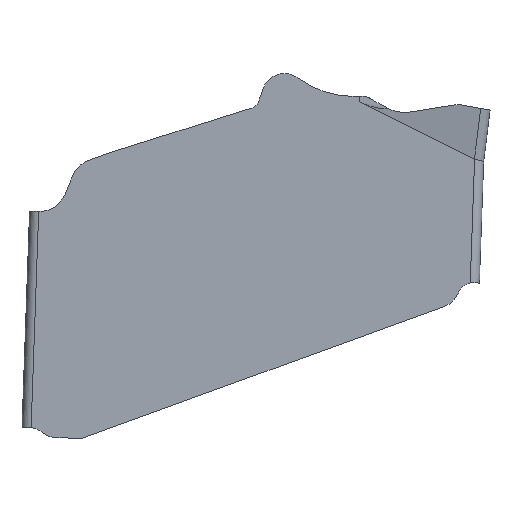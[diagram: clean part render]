
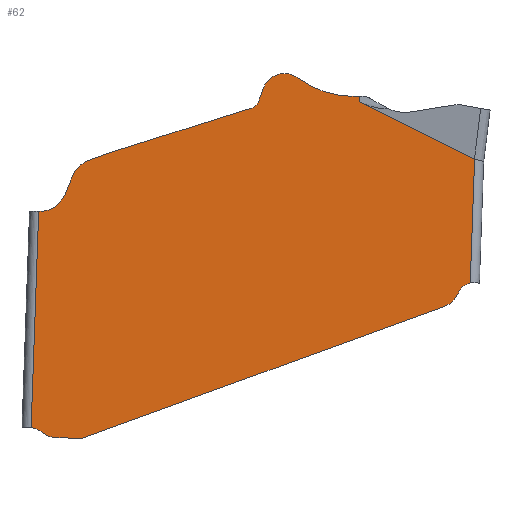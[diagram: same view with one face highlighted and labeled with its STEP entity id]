
A CAD part, left-side view. The second image highlights one B-rep face of the part: STEP entity #62.
In plain terms, the highlighted planar face has unit normal (-1, 0, 0).
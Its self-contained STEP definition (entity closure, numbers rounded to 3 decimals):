
#62=ADVANCED_FACE('',(#125),#101,.T.);
#101=PLANE('',#1145);
#125=FACE_OUTER_BOUND('',#167,.T.);
#167=EDGE_LOOP('',(#237,#238,#239,#240,#241,#242,#243,#244,#245,#246,#247,
#248,#249,#250,#251,#252,#253,#254,#255,#256,#257,#258,#259));
#237=ORIENTED_EDGE('',*,*,#546,.F.);
#238=ORIENTED_EDGE('',*,*,#547,.T.);
#239=ORIENTED_EDGE('',*,*,#548,.T.);
#240=ORIENTED_EDGE('',*,*,#549,.F.);
#241=ORIENTED_EDGE('',*,*,#550,.T.);
#242=ORIENTED_EDGE('',*,*,#551,.T.);
#243=ORIENTED_EDGE('',*,*,#552,.F.);
#244=ORIENTED_EDGE('',*,*,#553,.T.);
#245=ORIENTED_EDGE('',*,*,#554,.F.);
#246=ORIENTED_EDGE('',*,*,#555,.F.);
#247=ORIENTED_EDGE('',*,*,#538,.T.);
#248=ORIENTED_EDGE('',*,*,#545,.T.);
#249=ORIENTED_EDGE('',*,*,#556,.F.);
#250=ORIENTED_EDGE('',*,*,#557,.F.);
#251=ORIENTED_EDGE('',*,*,#558,.T.);
#252=ORIENTED_EDGE('',*,*,#559,.T.);
#253=ORIENTED_EDGE('',*,*,#560,.F.);
#254=ORIENTED_EDGE('',*,*,#561,.T.);
#255=ORIENTED_EDGE('',*,*,#562,.T.);
#256=ORIENTED_EDGE('',*,*,#563,.T.);
#257=ORIENTED_EDGE('',*,*,#564,.T.);
#258=ORIENTED_EDGE('',*,*,#565,.T.);
#259=ORIENTED_EDGE('',*,*,#566,.T.);
#457=VERTEX_POINT('',#1620);
#458=VERTEX_POINT('',#1621);
#462=VERTEX_POINT('',#1638);
#463=VERTEX_POINT('',#1642);
#464=VERTEX_POINT('',#1643);
#465=VERTEX_POINT('',#1645);
#466=VERTEX_POINT('',#1647);
#467=VERTEX_POINT('',#1649);
#468=VERTEX_POINT('',#1651);
#469=VERTEX_POINT('',#1653);
#470=VERTEX_POINT('',#1655);
#471=VERTEX_POINT('',#1661);
#472=VERTEX_POINT('',#1663);
#473=VERTEX_POINT('',#1666);
#474=VERTEX_POINT('',#1668);
#475=VERTEX_POINT('',#1670);
#476=VERTEX_POINT('',#1672);
#477=VERTEX_POINT('',#1674);
#478=VERTEX_POINT('',#1676);
#479=VERTEX_POINT('',#1678);
#480=VERTEX_POINT('',#1680);
#481=VERTEX_POINT('',#1682);
#482=VERTEX_POINT('',#1684);
#538=EDGE_CURVE('',#457,#458,#861,.T.);
#545=EDGE_CURVE('',#458,#462,#692,.T.);
#546=EDGE_CURVE('',#463,#464,#693,.T.);
#547=EDGE_CURVE('',#463,#465,#865,.T.);
#548=EDGE_CURVE('',#465,#466,#866,.T.);
#549=EDGE_CURVE('',#467,#466,#694,.T.);
#550=EDGE_CURVE('',#467,#468,#867,.T.);
#551=EDGE_CURVE('',#468,#469,#695,.T.);
#552=EDGE_CURVE('',#470,#469,#868,.T.);
#553=EDGE_CURVE('',#470,#471,#661,.T.);
#554=EDGE_CURVE('',#472,#471,#869,.T.);
#555=EDGE_CURVE('',#457,#472,#870,.T.);
#556=EDGE_CURVE('',#473,#462,#696,.T.);
#557=EDGE_CURVE('',#474,#473,#871,.T.);
#558=EDGE_CURVE('',#474,#475,#697,.T.);
#559=EDGE_CURVE('',#475,#476,#872,.T.);
#560=EDGE_CURVE('',#477,#476,#698,.T.);
#561=EDGE_CURVE('',#477,#478,#873,.T.);
#562=EDGE_CURVE('',#478,#479,#699,.T.);
#563=EDGE_CURVE('',#479,#480,#874,.T.);
#564=EDGE_CURVE('',#480,#481,#700,.T.);
#565=EDGE_CURVE('',#481,#482,#875,.T.);
#566=EDGE_CURVE('',#482,#464,#701,.T.);
#661=B_SPLINE_CURVE_WITH_KNOTS('',3,(#1656,#1657,#1658,#1659,#1660),
 .UNSPECIFIED.,.F.,.F.,(4,1,4),(0.,0.5,1.),.UNSPECIFIED.);
#692=CIRCLE('',#1134,2.);
#693=CIRCLE('',#1136,0.5);
#694=CIRCLE('',#1137,0.5);
#695=CIRCLE('',#1138,0.3);
#696=CIRCLE('',#1139,0.495);
#697=CIRCLE('',#1140,0.25);
#698=CIRCLE('',#1141,0.5);
#699=CIRCLE('',#1142,0.6);
#700=CIRCLE('',#1143,0.6);
#701=CIRCLE('',#1144,0.5);
#861=LINE('',#1619,#943);
#865=LINE('',#1644,#947);
#866=LINE('',#1646,#948);
#867=LINE('',#1650,#949);
#868=LINE('',#1654,#950);
#869=LINE('',#1662,#951);
#870=LINE('',#1664,#952);
#871=LINE('',#1667,#953);
#872=LINE('',#1671,#954);
#873=LINE('',#1675,#955);
#874=LINE('',#1679,#956);
#875=LINE('',#1683,#957);
#943=VECTOR('',#1268,1.);
#947=VECTOR('',#1282,1.);
#948=VECTOR('',#1283,1.);
#949=VECTOR('',#1286,1.);
#950=VECTOR('',#1289,1.);
#951=VECTOR('',#1290,1.);
#952=VECTOR('',#1291,1.);
#953=VECTOR('',#1294,1.);
#954=VECTOR('',#1297,1.);
#955=VECTOR('',#1300,1.);
#956=VECTOR('',#1303,1.);
#957=VECTOR('',#1306,1.);
#1134=AXIS2_PLACEMENT_3D('',#1639,#1276,#1277);
#1136=AXIS2_PLACEMENT_3D('',#1641,#1280,#1281);
#1137=AXIS2_PLACEMENT_3D('',#1648,#1284,#1285);
#1138=AXIS2_PLACEMENT_3D('',#1652,#1287,#1288);
#1139=AXIS2_PLACEMENT_3D('',#1665,#1292,#1293);
#1140=AXIS2_PLACEMENT_3D('',#1669,#1295,#1296);
#1141=AXIS2_PLACEMENT_3D('',#1673,#1298,#1299);
#1142=AXIS2_PLACEMENT_3D('',#1677,#1301,#1302);
#1143=AXIS2_PLACEMENT_3D('',#1681,#1304,#1305);
#1144=AXIS2_PLACEMENT_3D('',#1685,#1307,#1308);
#1145=AXIS2_PLACEMENT_3D('',#1686,#1309,#1310);
#1268=DIRECTION('',(0.,1.,0.));
#1276=DIRECTION('',(1.,0.,0.));
#1277=DIRECTION('',(0.,0.,-1.));
#1280=DIRECTION('',(1.,0.,0.));
#1281=DIRECTION('',(0.,0.035,-0.999));
#1282=DIRECTION('',(0.,-0.999,-0.035));
#1283=DIRECTION('',(0.,-0.94,0.342));
#1284=DIRECTION('',(1.,0.,0.));
#1285=DIRECTION('',(0.,-0.866,-0.5));
#1286=DIRECTION('',(0.,-0.5,0.866));
#1287=DIRECTION('',(1.,0.,0.));
#1288=DIRECTION('',(0.,0.866,0.5));
#1289=DIRECTION('',(0.,0.035,-0.999));
#1290=DIRECTION('',(0.,-0.895,-0.445));
#1291=DIRECTION('',(0.,0.035,-0.999));
#1292=DIRECTION('',(1.,0.,0.));
#1293=DIRECTION('',(0.,0.94,0.342));
#1294=DIRECTION('',(0.,-0.342,0.94));
#1295=DIRECTION('',(1.,0.,0.));
#1296=DIRECTION('',(0.,-0.94,-0.342));
#1297=DIRECTION('',(0.,0.954,-0.301));
#1298=DIRECTION('',(1.,0.,0.));
#1299=DIRECTION('',(0.,0.342,0.94));
#1300=DIRECTION('',(0.,0.94,-0.342));
#1301=DIRECTION('',(-1.,0.,0.));
#1302=DIRECTION('',(0.,0.342,0.94));
#1303=DIRECTION('',(0.,0.375,-0.927));
#1304=DIRECTION('',(1.,0.,0.));
#1305=DIRECTION('',(0.,-0.927,-0.375));
#1306=DIRECTION('',(0.,0.035,-0.999));
#1307=DIRECTION('',(1.,0.,0.));
#1308=DIRECTION('',(0.,-0.135,0.991));
#1309=DIRECTION('',(-1.,0.,0.));
#1310=DIRECTION('',(0.,0.999,0.035));
#1619=CARTESIAN_POINT('',(-1.05,2.857,0.3));
#1620=CARTESIAN_POINT('',(-1.05,2.857,0.3));
#1621=CARTESIAN_POINT('',(-1.05,3.,0.3));
#1638=CARTESIAN_POINT('',(-1.05,4.201,0.701));
#1639=CARTESIAN_POINT('',(-1.05,3.,2.3));
#1641=CARTESIAN_POINT('',(-1.05,9.489,-6.673));
#1642=CARTESIAN_POINT('',(-1.05,9.506,-7.173));
#1643=CARTESIAN_POINT('',(-1.05,9.802,-7.062));
#1644=CARTESIAN_POINT('',(-1.05,9.506,-7.173));
#1645=CARTESIAN_POINT('',(-1.05,8.943,-7.192));
#1646=CARTESIAN_POINT('',(-1.05,8.943,-7.192));
#1647=CARTESIAN_POINT('',(-1.05,1.,-4.301));
#1648=CARTESIAN_POINT('',(-1.05,1.171,-3.832));
#1649=CARTESIAN_POINT('',(-1.05,0.738,-4.082));
#1650=CARTESIAN_POINT('',(-1.05,0.738,-4.082));
#1651=CARTESIAN_POINT('',(-1.05,0.653,-3.934));
#1652=CARTESIAN_POINT('',(-1.05,0.393,-4.084));
#1653=CARTESIAN_POINT('',(-1.05,0.432,-3.786));
#1654=CARTESIAN_POINT('',(-1.05,0.338,-1.075));
#1655=CARTESIAN_POINT('',(-1.05,0.338,-1.075));
#1656=CARTESIAN_POINT('',(-1.05,0.338,-1.075));
#1657=CARTESIAN_POINT('',(-1.05,0.338,-1.075));
#1658=CARTESIAN_POINT('',(-1.05,0.339,-1.075));
#1659=CARTESIAN_POINT('',(-1.05,0.34,-1.075));
#1660=CARTESIAN_POINT('',(-1.05,0.34,-1.075));
#1661=CARTESIAN_POINT('',(-1.05,0.34,-1.075));
#1662=CARTESIAN_POINT('',(-1.05,2.862,0.179));
#1663=CARTESIAN_POINT('',(-1.05,2.862,0.179));
#1664=CARTESIAN_POINT('',(-1.05,2.857,0.3));
#1665=CARTESIAN_POINT('',(-1.05,4.498,0.305));
#1666=CARTESIAN_POINT('',(-1.05,4.963,0.474));
#1667=CARTESIAN_POINT('',(-1.05,5.064,0.196));
#1668=CARTESIAN_POINT('',(-1.05,5.064,0.196));
#1669=CARTESIAN_POINT('',(-1.05,5.299,0.282));
#1670=CARTESIAN_POINT('',(-1.05,5.224,0.043));
#1671=CARTESIAN_POINT('',(-1.05,5.224,0.043));
#1672=CARTESIAN_POINT('',(-1.05,8.331,-0.936));
#1673=CARTESIAN_POINT('',(-1.05,8.18,-1.413));
#1674=CARTESIAN_POINT('',(-1.05,8.351,-0.943));
#1675=CARTESIAN_POINT('',(-1.05,8.351,-0.943));
#1676=CARTESIAN_POINT('',(-1.05,8.792,-1.104));
#1677=CARTESIAN_POINT('',(-1.05,8.587,-1.667));
#1678=CARTESIAN_POINT('',(-1.05,9.143,-1.443));
#1679=CARTESIAN_POINT('',(-1.05,9.143,-1.443));
#1680=CARTESIAN_POINT('',(-1.05,9.306,-1.847));
#1681=CARTESIAN_POINT('',(-1.05,9.863,-1.622));
#1682=CARTESIAN_POINT('',(-1.05,9.884,-2.222));
#1683=CARTESIAN_POINT('',(-1.05,9.884,-2.222));
#1684=CARTESIAN_POINT('',(-1.05,10.049,-6.956));
#1685=CARTESIAN_POINT('',(-1.05,10.116,-7.451));
#1686=CARTESIAN_POINT('',(-1.05,9.772,0.966));
